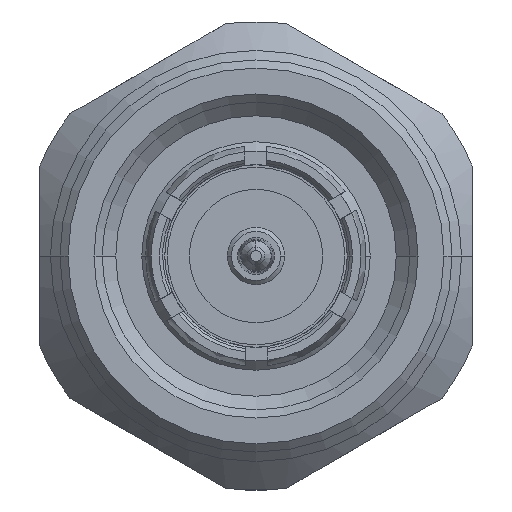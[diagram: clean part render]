
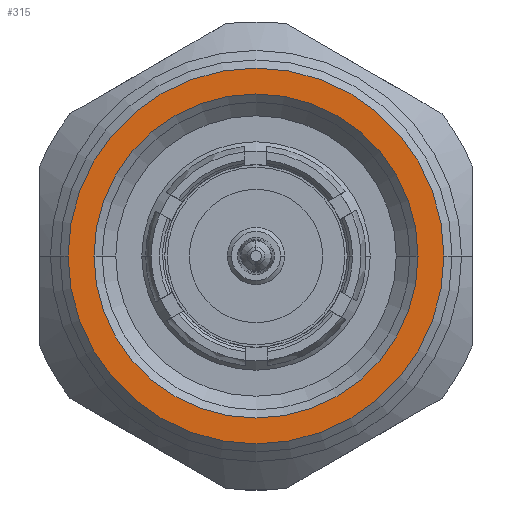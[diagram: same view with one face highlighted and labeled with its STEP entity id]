
A CAD part, left-side view. The second image highlights one B-rep face of the part: STEP entity #315.
In plain terms, the highlighted planar face has unit normal (-1, 0, 0).
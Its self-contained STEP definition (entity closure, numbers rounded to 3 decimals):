
#25 = CARTESIAN_POINT ( 'NONE',  ( -32.427, -5.95, 0. ) ) ;
#258 = EDGE_LOOP ( 'NONE', ( #4073, #378 ) ) ;
#315 = ADVANCED_FACE ( 'NONE', ( #3300, #4665 ), #2449, .T. ) ;
#378 = ORIENTED_EDGE ( 'NONE', *, *, #1309, .F. ) ;
#438 = VERTEX_POINT ( 'NONE', #5590 ) ;
#704 = DIRECTION ( 'NONE',  ( 1., 0., 0. ) ) ;
#860 = DIRECTION ( 'NONE',  ( 0., 1., 0. ) ) ;
#1131 = DIRECTION ( 'NONE',  ( 0., -1., 0. ) ) ;
#1309 = EDGE_CURVE ( 'NONE', #3978, #4685, #1868, .T. ) ;
#1537 = DIRECTION ( 'NONE',  ( 0., 1., 0. ) ) ;
#1868 = CIRCLE ( 'NONE', #3537, 6.9 ) ;
#2282 = EDGE_LOOP ( 'NONE', ( #3318, #5492 ) ) ;
#2306 = DIRECTION ( 'NONE',  ( 0., -1., 0. ) ) ;
#2325 = EDGE_CURVE ( 'NONE', #4685, #3978, #5144, .T. ) ;
#2388 = CIRCLE ( 'NONE', #5358, 5.95 ) ;
#2426 = DIRECTION ( 'NONE',  ( 0., -1., 0. ) ) ;
#2449 = PLANE ( 'NONE',  #5284 ) ;
#2521 = EDGE_CURVE ( 'NONE', #438, #4117, #4603, .T. ) ;
#2670 = CARTESIAN_POINT ( 'NONE',  ( -32.427, 0., 0. ) ) ;
#3043 = CARTESIAN_POINT ( 'NONE',  ( -32.427, 0., 0. ) ) ;
#3300 = FACE_OUTER_BOUND ( 'NONE', #258, .T. ) ;
#3318 = ORIENTED_EDGE ( 'NONE', *, *, #3410, .T. ) ;
#3410 = EDGE_CURVE ( 'NONE', #4117, #438, #2388, .T. ) ;
#3500 = DIRECTION ( 'NONE',  ( 1., 0., 0. ) ) ;
#3537 = AXIS2_PLACEMENT_3D ( 'NONE', #3043, #3500, #860 ) ;
#3978 = VERTEX_POINT ( 'NONE', #4316 ) ;
#4073 = ORIENTED_EDGE ( 'NONE', *, *, #2325, .F. ) ;
#4080 = CARTESIAN_POINT ( 'NONE',  ( -32.427, 0., 0. ) ) ;
#4117 = VERTEX_POINT ( 'NONE', #25 ) ;
#4230 = AXIS2_PLACEMENT_3D ( 'NONE', #4649, #4251, #1131 ) ;
#4251 = DIRECTION ( 'NONE',  ( 1., 0., 0. ) ) ;
#4316 = CARTESIAN_POINT ( 'NONE',  ( -32.427, -6.9, 0. ) ) ;
#4556 = DIRECTION ( 'NONE',  ( -1., 0., 0. ) ) ;
#4603 = CIRCLE ( 'NONE', #4230, 5.95 ) ;
#4649 = CARTESIAN_POINT ( 'NONE',  ( -32.427, 0., 0. ) ) ;
#4665 = FACE_BOUND ( 'NONE', #2282, .T. ) ;
#4685 = VERTEX_POINT ( 'NONE', #5292 ) ;
#4928 = DIRECTION ( 'NONE',  ( 1., 0., 0. ) ) ;
#5094 = AXIS2_PLACEMENT_3D ( 'NONE', #2670, #704, #1537 ) ;
#5144 = CIRCLE ( 'NONE', #5094, 6.9 ) ;
#5284 = AXIS2_PLACEMENT_3D ( 'NONE', #5510, #4556, #2426 ) ;
#5292 = CARTESIAN_POINT ( 'NONE',  ( -32.427, 6.9, 0. ) ) ;
#5358 = AXIS2_PLACEMENT_3D ( 'NONE', #4080, #4928, #2306 ) ;
#5492 = ORIENTED_EDGE ( 'NONE', *, *, #2521, .T. ) ;
#5510 = CARTESIAN_POINT ( 'NONE',  ( -32.427, 0., 0. ) ) ;
#5590 = CARTESIAN_POINT ( 'NONE',  ( -32.427, 5.95, 0. ) ) ;
